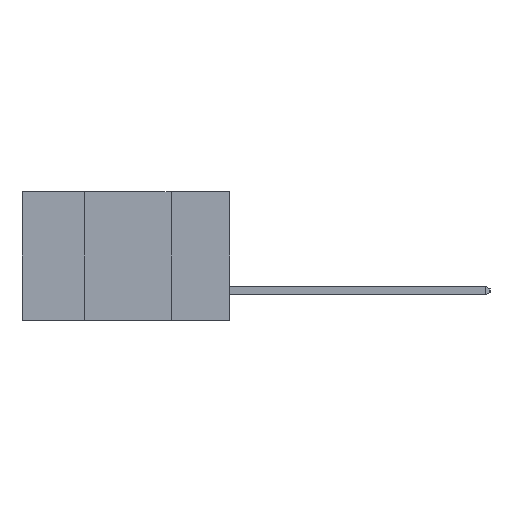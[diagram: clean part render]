
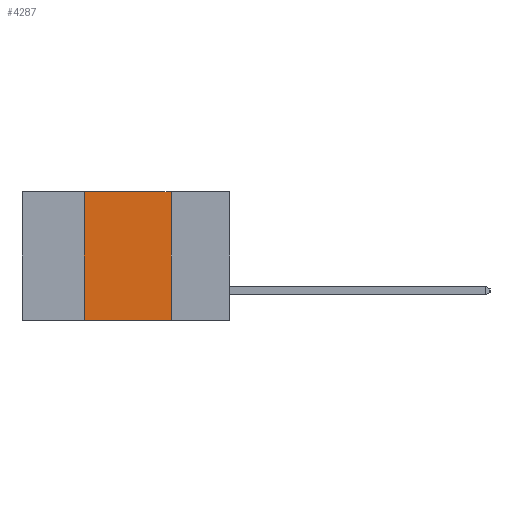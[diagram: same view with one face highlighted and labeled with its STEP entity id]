
A CAD part, left-side view. The second image highlights one B-rep face of the part: STEP entity #4287.
In plain terms, the highlighted planar face has unit normal (-1, 0, 0).
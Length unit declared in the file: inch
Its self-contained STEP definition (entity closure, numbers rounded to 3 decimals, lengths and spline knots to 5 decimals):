
#880 = CARTESIAN_POINT ( 'NONE',  ( 0., 0.42, 0. ) ) ;
#1398 = DIRECTION ( 'NONE',  ( 0., -1., 0. ) ) ;
#1982 = DIRECTION ( 'NONE',  ( 1., 0., 0. ) ) ;
#2010 = ORIENTED_EDGE ( 'NONE', *, *, #6222, .F. ) ;
#2427 = VERTEX_POINT ( 'NONE', #4016 ) ;
#2859 = EDGE_LOOP ( 'NONE', ( #2010, #14077, #13292, #11366 ) ) ;
#3353 = FACE_OUTER_BOUND ( 'NONE', #2859, .T. ) ;
#3635 = CARTESIAN_POINT ( 'NONE',  ( 0., 0.17, 0. ) ) ;
#4016 = CARTESIAN_POINT ( 'NONE',  ( 0., 0.42, -0.37 ) ) ;
#4287 = ADVANCED_FACE ( 'NONE', ( #3353 ), #8543, .F. ) ;
#4354 = VERTEX_POINT ( 'NONE', #880 ) ;
#5199 = EDGE_CURVE ( 'NONE', #4354, #9683, #13908, .T. ) ;
#5779 = VECTOR ( 'NONE', #1398, 39.37008 ) ;
#6222 = EDGE_CURVE ( 'NONE', #9683, #10394, #14144, .T. ) ;
#6224 = EDGE_CURVE ( 'NONE', #2427, #4354, #8598, .T. ) ;
#6255 = EDGE_CURVE ( 'NONE', #2427, #10394, #7930, .T. ) ;
#6391 = DIRECTION ( 'NONE',  ( 0., 0., -1. ) ) ;
#6744 = AXIS2_PLACEMENT_3D ( 'NONE', #12759, #1982, #9609 ) ;
#7477 = CARTESIAN_POINT ( 'NONE',  ( 0., 0.17, 0. ) ) ;
#7930 = LINE ( 'NONE', #11790, #13225 ) ;
#8057 = CARTESIAN_POINT ( 'NONE',  ( 0., 0.6, 0. ) ) ;
#8266 = VECTOR ( 'NONE', #12807, 39.37008 ) ;
#8543 = PLANE ( 'NONE',  #6744 ) ;
#8598 = LINE ( 'NONE', #11756, #8266 ) ;
#9086 = CARTESIAN_POINT ( 'NONE',  ( 0., 0.17, -0.37 ) ) ;
#9609 = DIRECTION ( 'NONE',  ( 0., 0., -1. ) ) ;
#9683 = VERTEX_POINT ( 'NONE', #3635 ) ;
#10394 = VERTEX_POINT ( 'NONE', #9086 ) ;
#11366 = ORIENTED_EDGE ( 'NONE', *, *, #6255, .T. ) ;
#11756 = CARTESIAN_POINT ( 'NONE',  ( 0., 0.42, 0. ) ) ;
#11790 = CARTESIAN_POINT ( 'NONE',  ( 0., 0.6, -0.37 ) ) ;
#12759 = CARTESIAN_POINT ( 'NONE',  ( 0., 0.6, 0. ) ) ;
#12807 = DIRECTION ( 'NONE',  ( 0., 0., 1. ) ) ;
#12859 = DIRECTION ( 'NONE',  ( 0., -1., 0. ) ) ;
#13225 = VECTOR ( 'NONE', #12859, 39.37008 ) ;
#13292 = ORIENTED_EDGE ( 'NONE', *, *, #6224, .F. ) ;
#13864 = VECTOR ( 'NONE', #6391, 39.37008 ) ;
#13908 = LINE ( 'NONE', #8057, #5779 ) ;
#14077 = ORIENTED_EDGE ( 'NONE', *, *, #5199, .F. ) ;
#14144 = LINE ( 'NONE', #7477, #13864 ) ;
